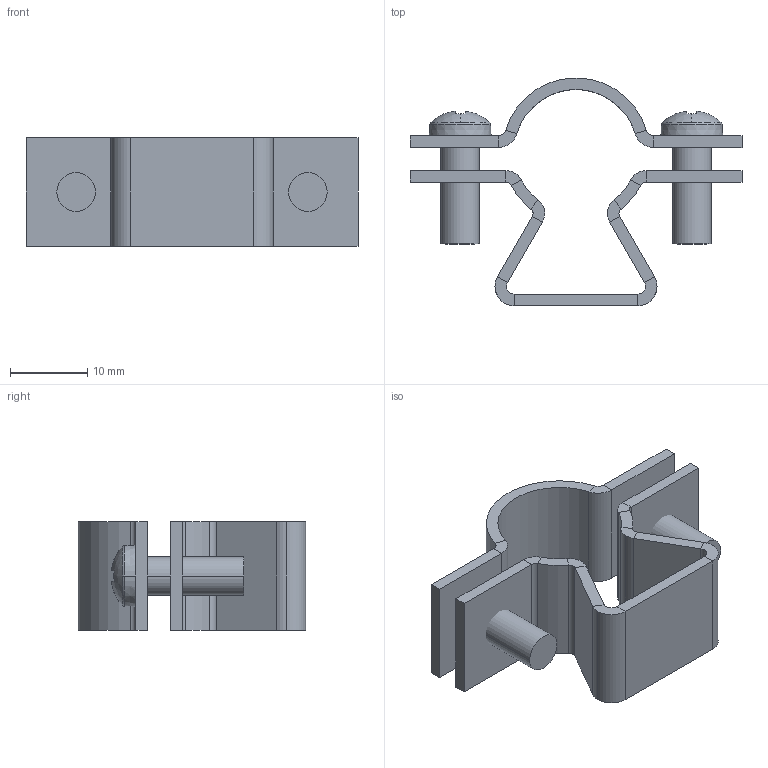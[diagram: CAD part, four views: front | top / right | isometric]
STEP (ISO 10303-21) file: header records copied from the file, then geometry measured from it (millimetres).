
FILE_DESCRIPTION (( 'STEP AP214' ), '1' );
FILE_NAME ('1361163_KSTP1.stp', '2018-09-11T07:30:34', ( '' ), ( '' ), 'SwSTEP 2.0', 'SolidWorks 2018', '' );
FILE_SCHEMA (( 'AUTOMOTIVE_DESIGN' ));
Length unit declared in the file: millimetre
Products named in the file (4): 1361163_KSTP1; BB005-02-01_Standard; BB005-02-02_Standard; BW001_M5 x 14
Assembly tree (4 placements, depth 2):
  1361163_KSTP1
    BB005-02-01_Standard
    BB005-02-02_Standard
    BW001_M5 x 14  x2
Bounding box: 43 x 29.47 x 14 mm (x, y, z)
Volume: 3513.7 mm3; surface area: 4923.1 mm2
Topology: 4 solids, 4 shells, 126 faces, 280 edges, 164 vertices
Faces by surface type: plane 84, cylinder 30, torus 4, cone 4, sphere 4
Entity records: 2914 total; most frequent: DIRECTION 524, CARTESIAN_POINT 458, ORIENTED_EDGE 444, EDGE_CURVE 222, AXIS2_PLACEMENT_3D 192, LINE 140, VECTOR 140, VERTEX_POINT 126
